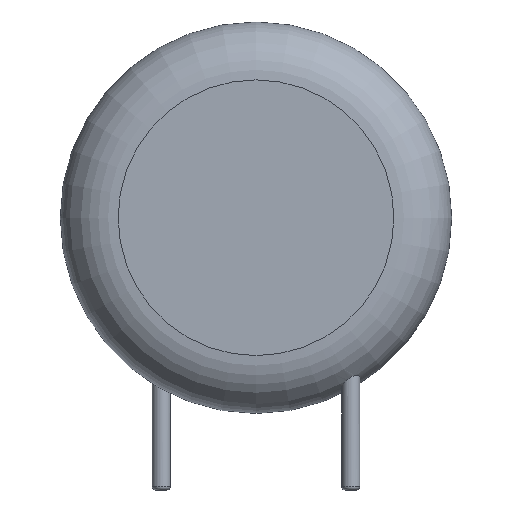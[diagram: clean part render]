
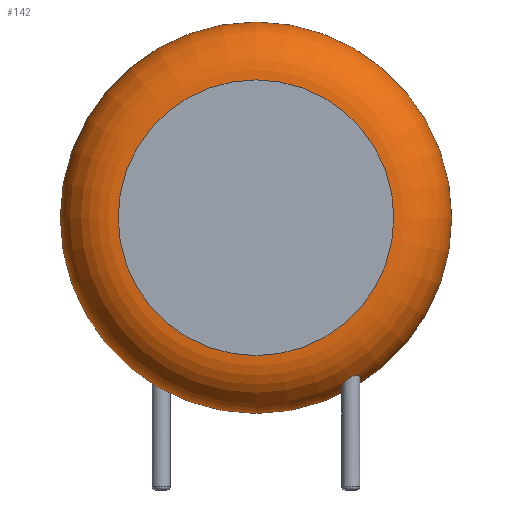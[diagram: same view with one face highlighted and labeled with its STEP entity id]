
A CAD part, front view. The second image highlights one B-rep face of the part: STEP entity #142.
In plain terms, the highlighted toroidal (fillet/blend) face has major radius 5.457 mm and minor radius 2.293 mm.
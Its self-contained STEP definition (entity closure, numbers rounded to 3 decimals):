
#24 = VERTEX_POINT('',#25);
#25 = CARTESIAN_POINT('',(11.5,-1.057,7.78));
#31 = EDGE_CURVE('',#24,#24,#32,.T.);
#32 = CIRCLE('',#33,7.75);
#33 = AXIS2_PLACEMENT_3D('',#34,#35,#36);
#34 = CARTESIAN_POINT('',(3.75,-1.057,7.78));
#35 = DIRECTION('',(0.,-1.,0.));
#36 = DIRECTION('',(1.,0.,0.));
#142 = ADVANCED_FACE('',(#143,#163),#237,.T.);
#143 = FACE_BOUND('',#144,.T.);
#144 = EDGE_LOOP('',(#145,#146,#155,#162));
#145 = ORIENTED_EDGE('',*,*,#31,.T.);
#146 = ORIENTED_EDGE('',*,*,#147,.T.);
#147 = EDGE_CURVE('',#24,#148,#150,.T.);
#148 = VERTEX_POINT('',#149);
#149 = CARTESIAN_POINT('',(9.207,-3.35,7.78));
#150 = CIRCLE('',#151,2.293);
#151 = AXIS2_PLACEMENT_3D('',#152,#153,#154);
#152 = CARTESIAN_POINT('',(9.207,-1.057,7.78));
#153 = DIRECTION('',(0.,0.,-1.));
#154 = DIRECTION('',(1.,0.,0.));
#155 = ORIENTED_EDGE('',*,*,#156,.F.);
#156 = EDGE_CURVE('',#148,#148,#157,.T.);
#157 = CIRCLE('',#158,5.457);
#158 = AXIS2_PLACEMENT_3D('',#159,#160,#161);
#159 = CARTESIAN_POINT('',(3.75,-3.35,7.78));
#160 = DIRECTION('',(0.,-1.,0.));
#161 = DIRECTION('',(1.,0.,0.));
#162 = ORIENTED_EDGE('',*,*,#147,.F.);
#163 = FACE_BOUND('',#164,.T.);
#164 = EDGE_LOOP('',(#165,#202));
#165 = ORIENTED_EDGE('',*,*,#166,.T.);
#166 = EDGE_CURVE('',#167,#169,#171,.T.);
#167 = VERTEX_POINT('',#168);
#168 = CARTESIAN_POINT('',(7.86,-2.,1.45));
#169 = VERTEX_POINT('',#170);
#170 = CARTESIAN_POINT('',(7.147,-1.928,1.006
));
#171 = B_SPLINE_CURVE_WITH_KNOTS('',8,(#172,#173,#174,#175,#176,#177,
#178,#179,#180,#181,#182,#183,#184,#185,#186,#187,#188,#189,#190,
#191,#192,#193,#194,#195,#196,#197,#198,#199,#200,#201),
.UNSPECIFIED.,.F.,.F.,(9,7,7,7,9),(0.,0.223,
0.621,0.889,1.),.UNSPECIFIED.);
#172 = CARTESIAN_POINT('',(7.86,-2.,1.45));
#173 = CARTESIAN_POINT('',(7.86,-1.972,1.435));
#174 = CARTESIAN_POINT('',(7.857,-1.943,1.419)
);
#175 = CARTESIAN_POINT('',(7.852,-1.916,1.402
));
#176 = CARTESIAN_POINT('',(7.845,-1.888,1.384
));
#177 = CARTESIAN_POINT('',(7.835,-1.862,1.366
));
#178 = CARTESIAN_POINT('',(7.823,-1.836,1.347)
);
#179 = CARTESIAN_POINT('',(7.808,-1.812,1.328)
);
#180 = CARTESIAN_POINT('',(7.762,-1.748,1.274
));
#181 = CARTESIAN_POINT('',(7.726,-1.712,1.238)
);
#182 = CARTESIAN_POINT('',(7.684,-1.682,1.203
));
#183 = CARTESIAN_POINT('',(7.637,-1.657,1.167)
);
#184 = CARTESIAN_POINT('',(7.585,-1.641,1.132)
);
#185 = CARTESIAN_POINT('',(7.53,-1.634,1.098
));
#186 = CARTESIAN_POINT('',(7.475,-1.637,1.068
));
#187 = CARTESIAN_POINT('',(7.385,-1.657,1.026)
);
#188 = CARTESIAN_POINT('',(7.349,-1.669,1.01
));
#189 = CARTESIAN_POINT('',(7.316,-1.686,0.998
));
#190 = CARTESIAN_POINT('',(7.284,-1.706,0.988)
);
#191 = CARTESIAN_POINT('',(7.255,-1.73,0.981)
);
#192 = CARTESIAN_POINT('',(7.23,-1.758,0.977
));
#193 = CARTESIAN_POINT('',(7.208,-1.787,0.977
));
#194 = CARTESIAN_POINT('',(7.182,-1.831,0.982
));
#195 = CARTESIAN_POINT('',(7.175,-1.844,0.983)
);
#196 = CARTESIAN_POINT('',(7.168,-1.858,0.986
));
#197 = CARTESIAN_POINT('',(7.163,-1.872,0.989)
);
#198 = CARTESIAN_POINT('',(7.158,-1.886,0.992)
);
#199 = CARTESIAN_POINT('',(7.154,-1.9,0.996
));
#200 = CARTESIAN_POINT('',(7.15,-1.914,1.001
));
#201 = CARTESIAN_POINT('',(7.147,-1.928,1.006
));
#202 = ORIENTED_EDGE('',*,*,#203,.T.);
#203 = EDGE_CURVE('',#169,#167,#204,.T.);
#204 = B_SPLINE_CURVE_WITH_KNOTS('',7,(#205,#206,#207,#208,#209,#210,
#211,#212,#213,#214,#215,#216,#217,#218,#219,#220,#221,#222,#223,
#224,#225,#226,#227,#228,#229,#230,#231,#232,#233,#234,#235,#236),
.UNSPECIFIED.,.F.,.F.,(8,6,6,6,6,8),(0.,0.315,
0.504,0.679,0.85,1.),.UNSPECIFIED.);
#205 = CARTESIAN_POINT('',(7.147,-1.928,1.006
));
#206 = CARTESIAN_POINT('',(7.136,-1.982,1.025)
);
#207 = CARTESIAN_POINT('',(7.135,-2.036,1.051
));
#208 = CARTESIAN_POINT('',(7.143,-2.089,1.084
));
#209 = CARTESIAN_POINT('',(7.16,-2.139,1.122
));
#210 = CARTESIAN_POINT('',(7.184,-2.185,1.163)
);
#211 = CARTESIAN_POINT('',(7.215,-2.226,1.207
));
#212 = CARTESIAN_POINT('',(7.274,-2.282,1.278
));
#213 = CARTESIAN_POINT('',(7.298,-2.301,1.305
));
#214 = CARTESIAN_POINT('',(7.325,-2.318,1.332)
);
#215 = CARTESIAN_POINT('',(7.353,-2.332,1.358
));
#216 = CARTESIAN_POINT('',(7.383,-2.343,1.384
));
#217 = CARTESIAN_POINT('',(7.415,-2.351,1.409)
);
#218 = CARTESIAN_POINT('',(7.478,-2.361,1.453)
);
#219 = CARTESIAN_POINT('',(7.51,-2.362,1.473
));
#220 = CARTESIAN_POINT('',(7.542,-2.36,1.491
));
#221 = CARTESIAN_POINT('',(7.574,-2.355,1.506)
);
#222 = CARTESIAN_POINT('',(7.605,-2.347,1.518)
);
#223 = CARTESIAN_POINT('',(7.635,-2.335,1.528)
);
#224 = CARTESIAN_POINT('',(7.692,-2.306,1.541
));
#225 = CARTESIAN_POINT('',(7.718,-2.289,1.544
));
#226 = CARTESIAN_POINT('',(7.743,-2.27,1.545)
);
#227 = CARTESIAN_POINT('',(7.765,-2.248,1.543
));
#228 = CARTESIAN_POINT('',(7.784,-2.224,1.539
));
#229 = CARTESIAN_POINT('',(7.802,-2.199,1.533
));
#230 = CARTESIAN_POINT('',(7.829,-2.15,1.518
));
#231 = CARTESIAN_POINT('',(7.839,-2.126,1.509
));
#232 = CARTESIAN_POINT('',(7.847,-2.101,1.499
));
#233 = CARTESIAN_POINT('',(7.854,-2.076,1.488)
);
#234 = CARTESIAN_POINT('',(7.858,-2.051,1.476
));
#235 = CARTESIAN_POINT('',(7.86,-2.025,1.464));
#236 = CARTESIAN_POINT('',(7.86,-2.,1.45));
#237 = TOROIDAL_SURFACE('',#238,5.457,2.293);
#238 = AXIS2_PLACEMENT_3D('',#239,#240,#241);
#239 = CARTESIAN_POINT('',(3.75,-1.057,7.78));
#240 = DIRECTION('',(0.,-1.,0.));
#241 = DIRECTION('',(1.,0.,0.));
